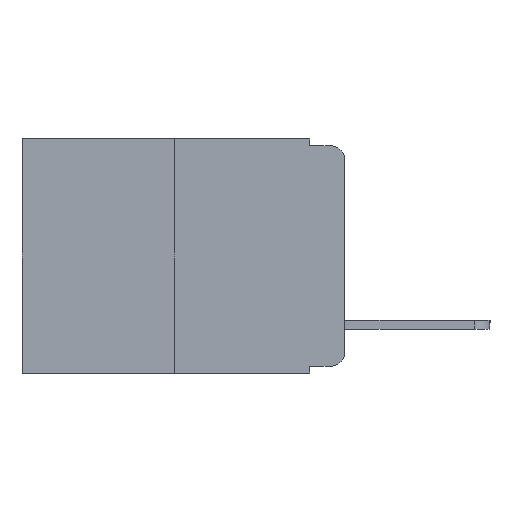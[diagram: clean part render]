
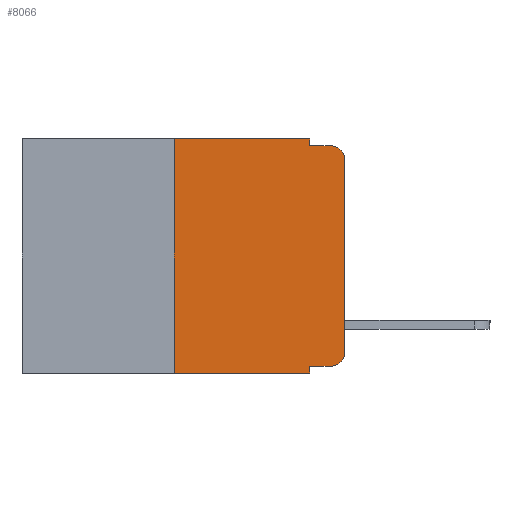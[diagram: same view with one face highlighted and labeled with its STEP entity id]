
A CAD part, left-side view. The second image highlights one B-rep face of the part: STEP entity #8066.
In plain terms, the highlighted planar face has unit normal (-1, 0, 0).
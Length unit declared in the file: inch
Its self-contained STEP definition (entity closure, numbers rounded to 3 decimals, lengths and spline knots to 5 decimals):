
#196 = ORIENTED_EDGE ( 'NONE', *, *, #7194, .T. ) ;
#483 = CARTESIAN_POINT ( 'NONE',  ( 0., 0., -0.313 ) ) ;
#489 = CARTESIAN_POINT ( 'NONE',  ( 0., 0.25, 0. ) ) ;
#785 = CARTESIAN_POINT ( 'NONE',  ( 0., 0.473, 0. ) ) ;
#904 = DIRECTION ( 'NONE',  ( 1., 0., 0. ) ) ;
#1007 = AXIS2_PLACEMENT_3D ( 'NONE', #1469, #8702, #8533 ) ;
#1081 = LINE ( 'NONE', #2111, #1533 ) ;
#1316 = EDGE_CURVE ( 'NONE', #6002, #10592, #4659, .T. ) ;
#1469 = CARTESIAN_POINT ( 'NONE',  ( 0., 0.02, -0.313 ) ) ;
#1509 = DIRECTION ( 'NONE',  ( 0., -1., 0. ) ) ;
#1532 = CIRCLE ( 'NONE', #6300, 0.02 ) ;
#1533 = VECTOR ( 'NONE', #2049, 39.37008 ) ;
#1701 = CARTESIAN_POINT ( 'NONE',  ( 0., 0.25, -0.343 ) ) ;
#1773 = ORIENTED_EDGE ( 'NONE', *, *, #4859, .F. ) ;
#1881 = CARTESIAN_POINT ( 'NONE',  ( 0., 0.25, 0. ) ) ;
#1960 = EDGE_LOOP ( 'NONE', ( #5728, #9275, #1773, #7397, #9582, #6875, #3762, #5242, #196, #2996 ) ) ;
#1981 = EDGE_CURVE ( 'NONE', #9654, #9916, #7823, .T. ) ;
#1986 = VECTOR ( 'NONE', #3961, 39.37008 ) ;
#1997 = VERTEX_POINT ( 'NONE', #2647 ) ;
#2049 = DIRECTION ( 'NONE',  ( 0., -1., 0. ) ) ;
#2111 = CARTESIAN_POINT ( 'NONE',  ( 0., 0.473, -0.343 ) ) ;
#2484 = VERTEX_POINT ( 'NONE', #5392 ) ;
#2575 = DIRECTION ( 'NONE',  ( 0., -1., 0. ) ) ;
#2593 = DIRECTION ( 'NONE',  ( -1., 0., 0. ) ) ;
#2647 = CARTESIAN_POINT ( 'NONE',  ( 0., 0.02, -0.01 ) ) ;
#2650 = PLANE ( 'NONE',  #9294 ) ;
#2766 = DIRECTION ( 'NONE',  ( 0., 0., -1. ) ) ;
#2996 = ORIENTED_EDGE ( 'NONE', *, *, #4537, .T. ) ;
#3450 = VERTEX_POINT ( 'NONE', #6418 ) ;
#3698 = CIRCLE ( 'NONE', #1007, 0.02 ) ;
#3762 = ORIENTED_EDGE ( 'NONE', *, *, #8152, .T. ) ;
#3961 = DIRECTION ( 'NONE',  ( 0., 0., -1. ) ) ;
#4327 = DIRECTION ( 'NONE',  ( 0., 0., 1. ) ) ;
#4370 = LINE ( 'NONE', #7109, #8895 ) ;
#4381 = LINE ( 'NONE', #785, #8727 ) ;
#4417 = CARTESIAN_POINT ( 'NONE',  ( 0., 0.02, -0.333 ) ) ;
#4502 = CARTESIAN_POINT ( 'NONE',  ( 0., 0.051, 0. ) ) ;
#4517 = CARTESIAN_POINT ( 'NONE',  ( 0., 0.051, -0.01 ) ) ;
#4537 = EDGE_CURVE ( 'NONE', #8854, #9654, #3698, .T. ) ;
#4659 = LINE ( 'NONE', #6560, #1986 ) ;
#4792 = EDGE_CURVE ( 'NONE', #9233, #4942, #5539, .T. ) ;
#4859 = EDGE_CURVE ( 'NONE', #10592, #1997, #8755, .T. ) ;
#4942 = VERTEX_POINT ( 'NONE', #489 ) ;
#5145 = VECTOR ( 'NONE', #4327, 39.37008 ) ;
#5242 = ORIENTED_EDGE ( 'NONE', *, *, #11048, .F. ) ;
#5291 = FACE_OUTER_BOUND ( 'NONE', #1960, .T. ) ;
#5392 = CARTESIAN_POINT ( 'NONE',  ( 0., 0.051, -0.333 ) ) ;
#5539 = LINE ( 'NONE', #1881, #11674 ) ;
#5697 = CARTESIAN_POINT ( 'NONE',  ( 0., 0., -0.03 ) ) ;
#5728 = ORIENTED_EDGE ( 'NONE', *, *, #1981, .T. ) ;
#6002 = VERTEX_POINT ( 'NONE', #10158 ) ;
#6231 = DIRECTION ( 'NONE',  ( 0., 0., -1. ) ) ;
#6300 = AXIS2_PLACEMENT_3D ( 'NONE', #10726, #2593, #9884 ) ;
#6418 = CARTESIAN_POINT ( 'NONE',  ( 0., 0.051, -0.343 ) ) ;
#6560 = CARTESIAN_POINT ( 'NONE',  ( 0., 0.051, 0. ) ) ;
#6875 = ORIENTED_EDGE ( 'NONE', *, *, #4792, .F. ) ;
#7109 = CARTESIAN_POINT ( 'NONE',  ( 0., 0.051, -0.333 ) ) ;
#7156 = VECTOR ( 'NONE', #1509, 39.37008 ) ;
#7176 = LINE ( 'NONE', #4502, #10106 ) ;
#7194 = EDGE_CURVE ( 'NONE', #2484, #8854, #4370, .T. ) ;
#7397 = ORIENTED_EDGE ( 'NONE', *, *, #1316, .F. ) ;
#7489 = DIRECTION ( 'NONE',  ( 0., 0., 1. ) ) ;
#7823 = LINE ( 'NONE', #7923, #5145 ) ;
#7923 = CARTESIAN_POINT ( 'NONE',  ( 0., 0., 0. ) ) ;
#8066 = ADVANCED_FACE ( 'NONE', ( #5291 ), #2650, .F. ) ;
#8152 = EDGE_CURVE ( 'NONE', #9233, #3450, #1081, .T. ) ;
#8533 = DIRECTION ( 'NONE',  ( 0., 0., -1. ) ) ;
#8702 = DIRECTION ( 'NONE',  ( -1., 0., 0. ) ) ;
#8727 = VECTOR ( 'NONE', #11665, 39.37008 ) ;
#8755 = LINE ( 'NONE', #10442, #7156 ) ;
#8854 = VERTEX_POINT ( 'NONE', #4417 ) ;
#8895 = VECTOR ( 'NONE', #2575, 39.37008 ) ;
#9233 = VERTEX_POINT ( 'NONE', #1701 ) ;
#9275 = ORIENTED_EDGE ( 'NONE', *, *, #9793, .T. ) ;
#9294 = AXIS2_PLACEMENT_3D ( 'NONE', #9952, #904, #6231 ) ;
#9582 = ORIENTED_EDGE ( 'NONE', *, *, #9824, .F. ) ;
#9654 = VERTEX_POINT ( 'NONE', #483 ) ;
#9793 = EDGE_CURVE ( 'NONE', #9916, #1997, #1532, .T. ) ;
#9824 = EDGE_CURVE ( 'NONE', #4942, #6002, #4381, .T. ) ;
#9884 = DIRECTION ( 'NONE',  ( 0., 0., -1. ) ) ;
#9916 = VERTEX_POINT ( 'NONE', #5697 ) ;
#9952 = CARTESIAN_POINT ( 'NONE',  ( 0., 0.473, 0. ) ) ;
#10106 = VECTOR ( 'NONE', #2766, 39.37008 ) ;
#10158 = CARTESIAN_POINT ( 'NONE',  ( 0., 0.051, 0. ) ) ;
#10442 = CARTESIAN_POINT ( 'NONE',  ( 0., 0.051, -0.01 ) ) ;
#10592 = VERTEX_POINT ( 'NONE', #4517 ) ;
#10726 = CARTESIAN_POINT ( 'NONE',  ( 0., 0.02, -0.03 ) ) ;
#11048 = EDGE_CURVE ( 'NONE', #2484, #3450, #7176, .T. ) ;
#11665 = DIRECTION ( 'NONE',  ( 0., -1., 0. ) ) ;
#11674 = VECTOR ( 'NONE', #7489, 39.37008 ) ;
